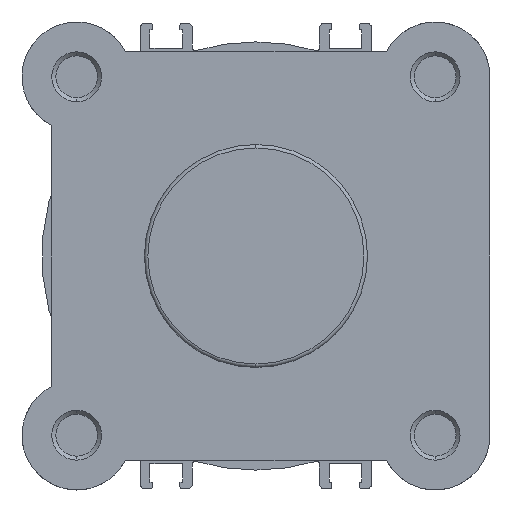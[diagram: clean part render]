
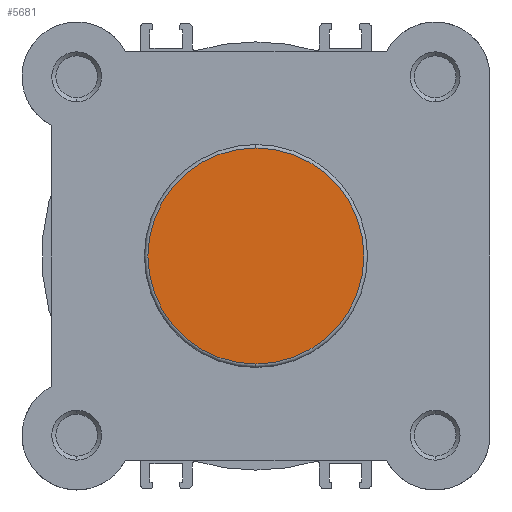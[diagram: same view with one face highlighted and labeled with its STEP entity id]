
A CAD part, left-side view. The second image highlights one B-rep face of the part: STEP entity #5681.
In plain terms, the highlighted planar face has unit normal (-1, 0, 0).
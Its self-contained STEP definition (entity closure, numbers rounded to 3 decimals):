
#27 = PLANE ( 'NONE',  #1507 ) ;
#123 = DIRECTION ( 'NONE',  ( 0., 0., -1. ) ) ;
#282 = DIRECTION ( 'NONE',  ( 1., 0., 0. ) ) ;
#672 = CARTESIAN_POINT ( 'NONE',  ( 0., 0., -21.7 ) ) ;
#730 = CARTESIAN_POINT ( 'NONE',  ( 0., 22.4, 0. ) ) ;
#1044 = CARTESIAN_POINT ( 'NONE',  ( 0., 0., 21.7 ) ) ;
#1291 = AXIS2_PLACEMENT_3D ( 'NONE', #2338, #2337, #2336 ) ;
#1314 = AXIS2_PLACEMENT_3D ( 'NONE', #2085, #2077, #2076 ) ;
#1507 = AXIS2_PLACEMENT_3D ( 'NONE', #730, #282, #123 ) ;
#2076 = DIRECTION ( 'NONE',  ( 0., 0., -1. ) ) ;
#2077 = DIRECTION ( 'NONE',  ( -1., 0., 0. ) ) ;
#2085 = CARTESIAN_POINT ( 'NONE',  ( 0., 0., 0. ) ) ;
#2336 = DIRECTION ( 'NONE',  ( 0., 0., -1. ) ) ;
#2337 = DIRECTION ( 'NONE',  ( -1., 0., 0. ) ) ;
#2338 = CARTESIAN_POINT ( 'NONE',  ( 0., 0., 0. ) ) ;
#2667 = ORIENTED_EDGE ( 'NONE', *, *, #5989, .T. ) ;
#2668 = ORIENTED_EDGE ( 'NONE', *, *, #6049, .T. ) ;
#3073 = EDGE_LOOP ( 'NONE', ( #2668, #2667 ) ) ;
#4776 = VERTEX_POINT ( 'NONE', #672 ) ;
#4804 = VERTEX_POINT ( 'NONE', #1044 ) ;
#5281 = FACE_OUTER_BOUND ( 'NONE', #3073, .T. ) ;
#5519 = CIRCLE ( 'NONE', #1291, 21.7 ) ;
#5603 = CIRCLE ( 'NONE', #1314, 21.7 ) ;
#5681 = ADVANCED_FACE ( 'NONE', ( #5281 ), #27, .F. ) ;
#5989 = EDGE_CURVE ( 'NONE', #4804, #4776, #5519, .T. ) ;
#6049 = EDGE_CURVE ( 'NONE', #4776, #4804, #5603, .T. ) ;
